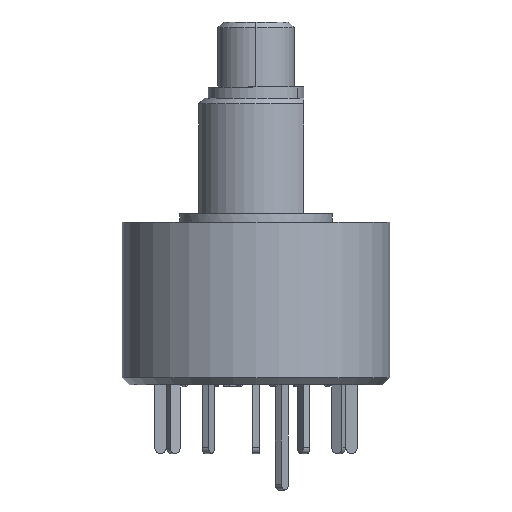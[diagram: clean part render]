
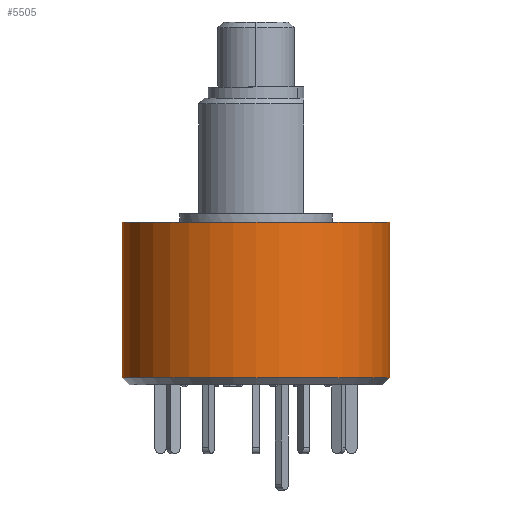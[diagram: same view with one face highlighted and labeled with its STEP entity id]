
A CAD part, left-side view. The second image highlights one B-rep face of the part: STEP entity #5505.
In plain terms, the highlighted cylindrical face has radius 7 mm (diameter 14 mm), a partial arc.
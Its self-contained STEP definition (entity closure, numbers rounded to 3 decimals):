
#264 = CYLINDRICAL_SURFACE ( 'NONE', #11302, 7. ) ;
#1117 = CARTESIAN_POINT ( 'NONE',  ( 0., -7., -0.45 ) ) ;
#1179 = VERTEX_POINT ( 'NONE', #7674 ) ;
#1603 = CARTESIAN_POINT ( 'NONE',  ( 0., 0., -0.45 ) ) ;
#2091 = VECTOR ( 'NONE', #10892, 1000. ) ;
#2537 = DIRECTION ( 'NONE',  ( 0., -1., 0. ) ) ;
#2847 = CARTESIAN_POINT ( 'NONE',  ( 0., 7., -0.45 ) ) ;
#2857 = VERTEX_POINT ( 'NONE', #1117 ) ;
#3029 = CIRCLE ( 'NONE', #6132, 7. ) ;
#3231 = CIRCLE ( 'NONE', #12456, 7. ) ;
#3295 = DIRECTION ( 'NONE',  ( 0., 0., -1. ) ) ;
#3320 = CARTESIAN_POINT ( 'NONE',  ( 0., -7., -0.45 ) ) ;
#5369 = EDGE_LOOP ( 'NONE', ( #5628, #10102, #17503, #11014 ) ) ;
#5505 = ADVANCED_FACE ( 'NONE', ( #16076 ), #264, .T. ) ;
#5628 = ORIENTED_EDGE ( 'NONE', *, *, #19197, .F. ) ;
#5830 = LINE ( 'NONE', #2847, #18415 ) ;
#6123 = DIRECTION ( 'NONE',  ( 0., 1., 0. ) ) ;
#6132 = AXIS2_PLACEMENT_3D ( 'NONE', #8290, #14194, #12825 ) ;
#6406 = CARTESIAN_POINT ( 'NONE',  ( 0., 0., -0.45 ) ) ;
#6925 = LINE ( 'NONE', #3320, #2091 ) ;
#7049 = CARTESIAN_POINT ( 'NONE',  ( 0., 7., -8.574 ) ) ;
#7674 = CARTESIAN_POINT ( 'NONE',  ( 0., 7., -0.45 ) ) ;
#8290 = CARTESIAN_POINT ( 'NONE',  ( 0., 0., -8.574 ) ) ;
#10102 = ORIENTED_EDGE ( 'NONE', *, *, #16645, .F. ) ;
#10537 = CARTESIAN_POINT ( 'NONE',  ( 0., -7., -8.574 ) ) ;
#10892 = DIRECTION ( 'NONE',  ( 0., 0., -1. ) ) ;
#10952 = EDGE_CURVE ( 'NONE', #11067, #18139, #3029, .T. ) ;
#11014 = ORIENTED_EDGE ( 'NONE', *, *, #10952, .T. ) ;
#11067 = VERTEX_POINT ( 'NONE', #7049 ) ;
#11302 = AXIS2_PLACEMENT_3D ( 'NONE', #1603, #3295, #6123 ) ;
#12456 = AXIS2_PLACEMENT_3D ( 'NONE', #6406, #16860, #2537 ) ;
#12825 = DIRECTION ( 'NONE',  ( 0., -1., 0. ) ) ;
#13411 = EDGE_CURVE ( 'NONE', #1179, #11067, #5830, .T. ) ;
#14194 = DIRECTION ( 'NONE',  ( 0., 0., 1. ) ) ;
#16076 = FACE_OUTER_BOUND ( 'NONE', #5369, .T. ) ;
#16645 = EDGE_CURVE ( 'NONE', #1179, #2857, #3231, .T. ) ;
#16860 = DIRECTION ( 'NONE',  ( 0., 0., 1. ) ) ;
#17503 = ORIENTED_EDGE ( 'NONE', *, *, #13411, .T. ) ;
#17541 = DIRECTION ( 'NONE',  ( 0., 0., -1. ) ) ;
#18139 = VERTEX_POINT ( 'NONE', #10537 ) ;
#18415 = VECTOR ( 'NONE', #17541, 1000. ) ;
#19197 = EDGE_CURVE ( 'NONE', #2857, #18139, #6925, .T. ) ;
